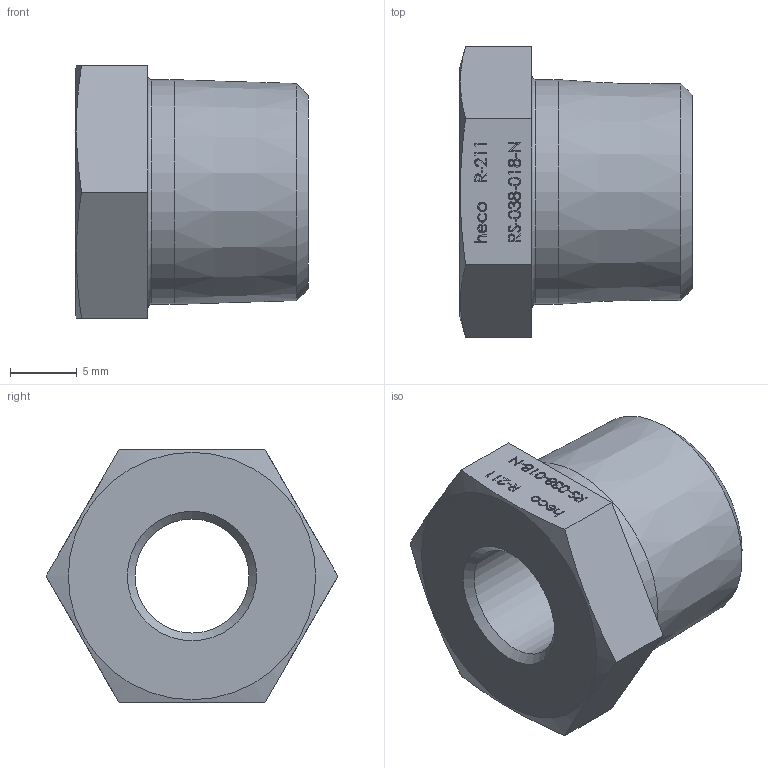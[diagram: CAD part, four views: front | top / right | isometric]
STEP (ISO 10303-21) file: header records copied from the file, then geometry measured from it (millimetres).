
FILE_DESCRIPTION (( 'STEP AP214' ), '1' );
FILE_NAME ('RS-038-018-N R-209 Reduzierstück 2011.STEP', '2020-11-06T12:36:08', ( '' ), ( '' ), 'SwSTEP 2.0', 'SolidWorks 2019', '' );
FILE_SCHEMA (( 'AUTOMOTIVE_DESIGN' ));
Length unit declared in the file: millimetre
Products named in the file (1): RS-038-018-N R-209 Reduzierstück 2011
Bounding box: 17.5 x 21.94 x 19.01 mm (x, y, z)
Volume: 3278.5 mm3; surface area: 1892.2 mm2
Topology: 1 solids, 1 shells, 270 faces, 704 edges, 468 vertices
Faces by surface type: bspline 132, plane 130, cone 5, cylinder 2, torus 1
Full cylindrical faces by diameter (mm): 8.566 x1, 16.893 x1
Entity records: 18097 total; most frequent: CARTESIAN_POINT 9705, ORIENTED_EDGE 1388, DIRECTION 712, EDGE_CURVE 694, VERTEX_POINT 466, LINE 414, VECTOR 414, EDGE_LOOP 312
